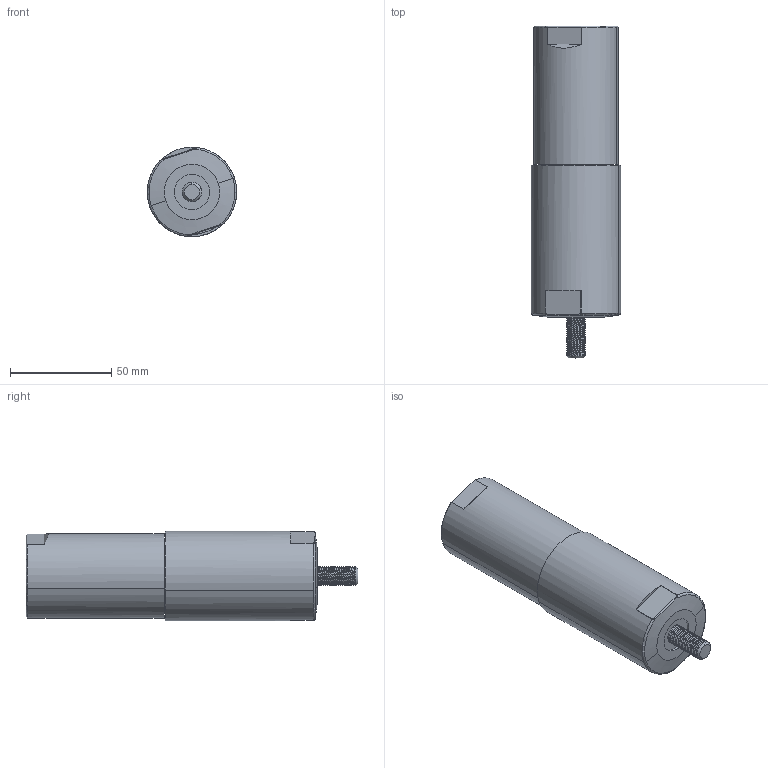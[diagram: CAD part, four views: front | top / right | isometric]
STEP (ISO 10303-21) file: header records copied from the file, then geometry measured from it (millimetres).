
FILE_DESCRIPTION (( 'STEP AP214' ), '1' );
FILE_NAME ('OSM45-040LRV.STEP', '2021-12-29T06:47:27', ( '' ), ( '' ), 'SwSTEP 2.0', 'SolidWorks 2021', '' );
FILE_SCHEMA (( 'AUTOMOTIVE_DESIGN' ));
Length unit declared in the file: millimetre
Products named in the file (1): OSM45-040LRV
Bounding box: 44.15 x 163.75 x 44.14 mm (x, y, z)
Surface area: 25122.7 mm2 (no closed solid volume)
Topology: 0 solids, 3 shells, 104 faces, 296 edges, 196 vertices
Faces by surface type: cylinder 57, plane 20, cone 15, bspline 9, torus 3
Entity records: 7511 total; most frequent: CARTESIAN_POINT 3912, ORIENTED_EDGE 558, DIRECTION 464, EDGE_CURVE 296, VERTEX_POINT 196, AXIS2_PLACEMENT_3D 184, EDGE_LOOP 111, UNCERTAINTY_MEASURE_WITH_UNIT 106
